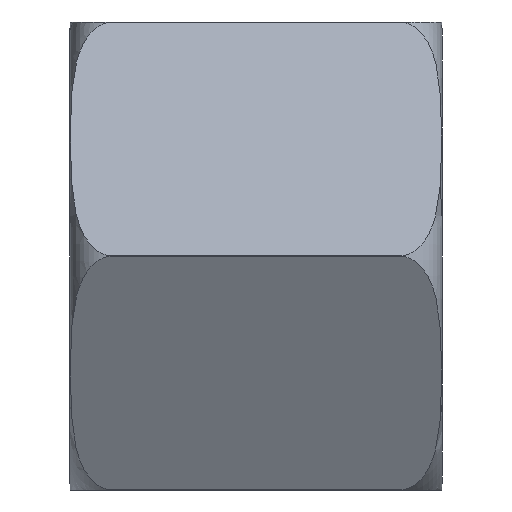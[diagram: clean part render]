
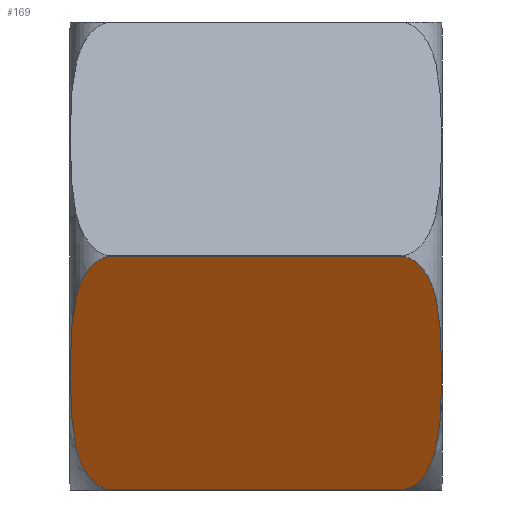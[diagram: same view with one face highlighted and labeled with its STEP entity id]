
A CAD part, front view. The second image highlights one B-rep face of the part: STEP entity #169.
In plain terms, the highlighted planar face has unit normal (0, -0.866, -0.5).
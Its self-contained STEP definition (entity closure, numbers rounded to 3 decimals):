
#109=PLANE('',#494);
#144=B_SPLINE_CURVE_WITH_KNOTS('',3,(#674,#675,#676,#677,#678,#679,#680,
#681,#682,#683,#684,#685,#686,#687),.UNSPECIFIED.,.F.,.F.,(4,2,2,2,2,2,
4),(0.,0.125,0.25,0.5,0.75,0.875,1.),.UNSPECIFIED.);
#154=B_SPLINE_CURVE_WITH_KNOTS('',3,(#828,#829,#830,#831,#832,#833,#834,
#835,#836,#837,#838,#839,#840,#841),.UNSPECIFIED.,.F.,.F.,(4,2,2,2,2,2,
4),(0.,0.125,0.25,0.5,0.75,0.875,1.),.UNSPECIFIED.);
#169=ADVANCED_FACE('',(#193),#109,.T.);
#193=FACE_OUTER_BOUND('',#221,.T.);
#221=EDGE_LOOP('',(#321,#322,#323,#324));
#236=LINE('',#622,#248);
#246=LINE('',#754,#258);
#248=VECTOR('',#513,1.);
#258=VECTOR('',#557,1.);
#321=ORIENTED_EDGE('',*,*,#418,.T.);
#322=ORIENTED_EDGE('',*,*,#409,.T.);
#323=ORIENTED_EDGE('',*,*,#391,.T.);
#324=ORIENTED_EDGE('',*,*,#425,.T.);
#354=VERTEX_POINT('',#617);
#356=VERTEX_POINT('',#621);
#373=VERTEX_POINT('',#688);
#376=VERTEX_POINT('',#751);
#391=EDGE_CURVE('',#354,#356,#236,.T.);
#409=EDGE_CURVE('',#373,#354,#144,.T.);
#418=EDGE_CURVE('',#376,#373,#246,.T.);
#425=EDGE_CURVE('',#356,#376,#154,.T.);
#494=AXIS2_PLACEMENT_3D('',#863,#590,#591);
#513=DIRECTION('',(1.,0.,0.));
#557=DIRECTION('',(-1.,0.,0.));
#590=DIRECTION('',(0.,-0.866,-0.5));
#591=DIRECTION('',(0.,0.5,-0.866));
#617=CARTESIAN_POINT('',(2.,-6.36,-10.995));
#621=CARTESIAN_POINT('',(15.5,-6.36,-10.995));
#622=CARTESIAN_POINT('',(0.,-6.36,-10.995));
#674=CARTESIAN_POINT('',(2.,-12.702,-0.01));
#675=CARTESIAN_POINT('',(1.393,-12.702,-0.01));
#676=CARTESIAN_POINT('',(0.937,-12.431,-0.479));
#677=CARTESIAN_POINT('',(0.415,-11.897,-1.404));
#678=CARTESIAN_POINT('',(0.283,-11.602,-1.915));
#679=CARTESIAN_POINT('',(0.024,-10.727,-3.43));
#680=CARTESIAN_POINT('',(0.023,-10.131,-4.463));
#681=CARTESIAN_POINT('',(0.023,-8.949,-6.51));
#682=CARTESIAN_POINT('',(0.022,-8.358,-7.533));
#683=CARTESIAN_POINT('',(0.274,-7.479,-9.057));
#684=CARTESIAN_POINT('',(0.404,-7.18,-9.574));
#685=CARTESIAN_POINT('',(0.93,-6.633,-10.522));
#686=CARTESIAN_POINT('',(1.386,-6.36,-10.995));
#687=CARTESIAN_POINT('',(2.,-6.36,-10.995));
#688=CARTESIAN_POINT('',(2.,-12.702,-0.01));
#751=CARTESIAN_POINT('',(15.5,-12.702,-0.01));
#754=CARTESIAN_POINT('',(0.,-12.702,-0.01));
#828=CARTESIAN_POINT('',(15.5,-6.36,-10.995));
#829=CARTESIAN_POINT('',(16.107,-6.36,-10.995));
#830=CARTESIAN_POINT('',(16.563,-6.63,-10.526));
#831=CARTESIAN_POINT('',(17.085,-7.164,-9.601));
#832=CARTESIAN_POINT('',(17.217,-7.459,-9.09));
#833=CARTESIAN_POINT('',(17.476,-8.334,-7.575));
#834=CARTESIAN_POINT('',(17.477,-8.93,-6.542));
#835=CARTESIAN_POINT('',(17.477,-10.112,-4.495));
#836=CARTESIAN_POINT('',(17.478,-10.703,-3.472));
#837=CARTESIAN_POINT('',(17.226,-11.583,-1.948));
#838=CARTESIAN_POINT('',(17.096,-11.881,-1.431));
#839=CARTESIAN_POINT('',(16.57,-12.428,-0.483));
#840=CARTESIAN_POINT('',(16.114,-12.702,-0.01));
#841=CARTESIAN_POINT('',(15.5,-12.702,-0.01));
#863=CARTESIAN_POINT('',(19.25,-6.354,-11.005));
